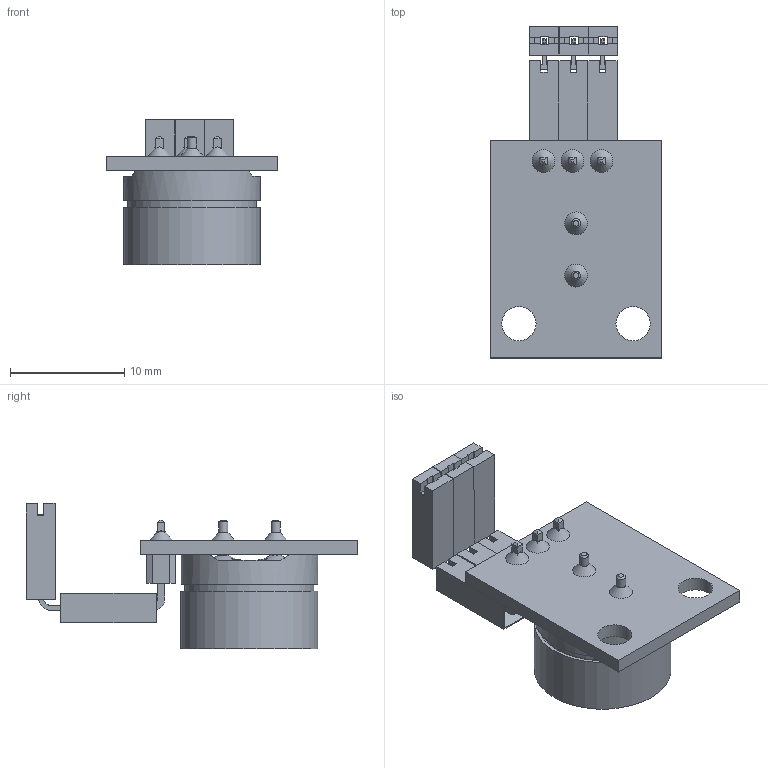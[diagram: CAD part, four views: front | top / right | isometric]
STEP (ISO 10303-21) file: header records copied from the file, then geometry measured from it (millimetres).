
FILE_DESCRIPTION(/* description */ ('STEP AP242','CAx-IF Rec.Pracs.---Representation and Presentation of Product Manufacturing Information (PMI)---4.0---2014-10-13','CAx-IF Rec.Pracs.---3D Tessellated Geometry---0.4---2014-09-14','2;1'),/* implementation_level */ '2;1');
FILE_NAME(/* name */ '684b2f941af0ae50ba5f6ce7',/* time_stamp */ '2025-06-12T19:50:45Z',/* author */ (''),/* organization */ (''),/* preprocessor_version */ 'ST-DEVELOPER v20',/* originating_system */ 'ONSHAPE BY PTC INC, 1.199',/* authorisation */ ' ');
FILE_SCHEMA (('AP242_MANAGED_MODEL_BASED_3D_ENGINEERING_MIM_LF { 1 0 10303 442 1 1 4 }'));
Length unit declared in the file: metre
Products named in the file (27): pin-90deg; (Unsaved); frame_H254
Bounding box: 15 x 29.06 x 12.71 mm (x, y, z)
Volume: 1132.3 mm3; surface area: 3695.5 mm2
Topology: 26 solids, 28 shells, 639 faces, 1618 edges, 1056 vertices
Faces by surface type: plane 497, cylinder 96, bspline 32, cone 8, torus 4, sphere 2
Full cylindrical faces by diameter (mm): 0.8 x4, 1.8 x2, 2 x1, 2.184 x1, 2.5 x1, 2.58 x1, 2.761 x1, 3 x2, 3.9 x1, 4.05 x1, 6 x1, 9.88 x2, 10.6 x2, 10.89 x1, 11 x1, 11.3 x1, 12 x2
Entity records: 36637 total; most frequent: CARTESIAN_POINT 18167, ORIENTED_EDGE 3114, DIRECTION 2956, EDGE_CURVE 1558, LINE 1220, VECTOR 1220, VERTEX_POINT 1041, AXIS2_PLACEMENT_3D 868
